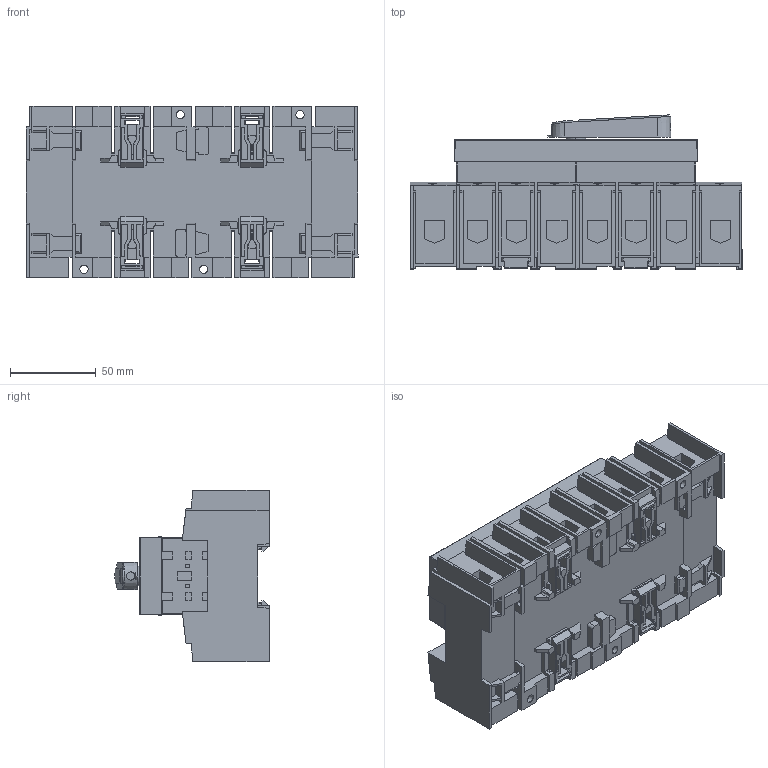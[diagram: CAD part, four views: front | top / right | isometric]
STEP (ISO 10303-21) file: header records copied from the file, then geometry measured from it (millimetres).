
FILE_DESCRIPTION (( 'STEP AP203' ), '1' );
FILE_NAME ('tb-s-40-4p-rev.ÃÌ Ðóáèëüíèê 40A 4P ðåâåðñèâíûé c ðóêîÿòêîé äëÿ ïðÿìîé óñò..STEP', '2024-12-28T06:33:33', ( '' ), ( '' ), 'SwSTEP 2.0', 'SolidWorks 2021', '' );
FILE_SCHEMA (( 'CONFIG_CONTROL_DESIGN' ));
Length unit declared in the file: millimetre
Products named in the file (1): tb-s-40-4p-rev.ÃÌ Ðóáèëüíèê 40A 4P ðåâåðñèâíûé c ðóêîÿòêîé äëÿ ïðÿìîé óñò.
Bounding box: 194 x 90.04 x 100 mm (x, y, z)
Volume: 800587.6 mm3; surface area: 166906.1 mm2
Topology: 10 solids, 24 shells, 1761 faces, 4757 edges, 3134 vertices
Faces by surface type: plane 1377, cylinder 295, bspline 75, sphere 12, cone 2
Entity records: 58153 total; most frequent: CARTESIAN_POINT 13861, ORIENTED_EDGE 9498, DIRECTION 8473, EDGE_CURVE 4749, VECTOR 3999, LINE 3999, VERTEX_POINT 3134, AXIS2_PLACEMENT_3D 2237
